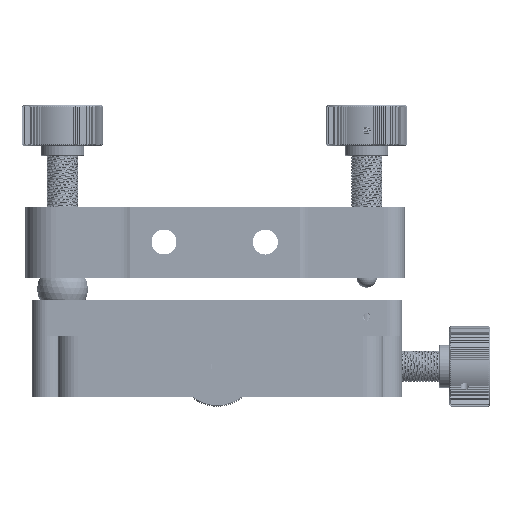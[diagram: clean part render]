
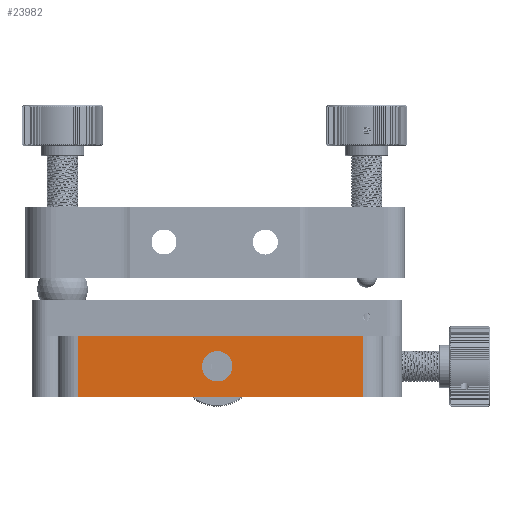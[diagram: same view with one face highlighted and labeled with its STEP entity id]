
A CAD part, front view. The second image highlights one B-rep face of the part: STEP entity #23982.
In plain terms, the highlighted face is planar.
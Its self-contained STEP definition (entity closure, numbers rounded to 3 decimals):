
#890=FACE_BOUND('',#7831,.T.);
#1047=PLANE('',#25866);
#1904=LINE('',#34597,#3974);
#1982=LINE('',#35245,#4052);
#1983=LINE('',#35248,#4053);
#1984=LINE('',#35249,#4054);
#3974=VECTOR('',#28502,10.);
#4052=VECTOR('',#28892,10.);
#4053=VECTOR('',#28895,10.);
#4054=VECTOR('',#28896,10.);
#6490=FACE_OUTER_BOUND('',#7830,.T.);
#7830=EDGE_LOOP('',(#17866,#17867,#17868,#17869));
#7831=EDGE_LOOP('',(#17870,#17871));
#9190=CIRCLE('',#25795,3.);
#9191=CIRCLE('',#25796,3.);
#10602=VERTEX_POINT('',#34594);
#10603=VERTEX_POINT('',#34596);
#10681=VERTEX_POINT('',#34947);
#10682=VERTEX_POINT('',#34948);
#10742=VERTEX_POINT('',#35243);
#10743=VERTEX_POINT('',#35247);
#13263=EDGE_CURVE('',#10603,#10602,#1904,.T.);
#13362=EDGE_CURVE('',#10681,#10682,#9190,.T.);
#13363=EDGE_CURVE('',#10682,#10681,#9191,.T.);
#13460=EDGE_CURVE('',#10602,#10742,#1982,.T.);
#13461=EDGE_CURVE('',#10742,#10743,#1983,.T.);
#13462=EDGE_CURVE('',#10603,#10743,#1984,.T.);
#17866=ORIENTED_EDGE('',*,*,#13461,.T.);
#17867=ORIENTED_EDGE('',*,*,#13462,.F.);
#17868=ORIENTED_EDGE('',*,*,#13263,.T.);
#17869=ORIENTED_EDGE('',*,*,#13460,.T.);
#17870=ORIENTED_EDGE('',*,*,#13362,.T.);
#17871=ORIENTED_EDGE('',*,*,#13363,.T.);
#23982=ADVANCED_FACE('',(#6490,#890),#1047,.T.);
#25795=AXIS2_PLACEMENT_3D('',#34949,#28700,#28701);
#25796=AXIS2_PLACEMENT_3D('',#34950,#28702,#28703);
#25866=AXIS2_PLACEMENT_3D('',#35246,#28893,#28894);
#28502=DIRECTION('',(0.,1.,0.));
#28700=DIRECTION('center_axis',(-1.,0.,0.));
#28701=DIRECTION('ref_axis',(0.,1.,0.));
#28702=DIRECTION('center_axis',(-1.,0.,0.));
#28703=DIRECTION('ref_axis',(0.,1.,0.));
#28892=DIRECTION('',(0.,0.,1.));
#28893=DIRECTION('center_axis',(1.,0.,0.));
#28894=DIRECTION('ref_axis',(0.,0.,-1.));
#28895=DIRECTION('',(0.,-1.,0.));
#28896=DIRECTION('',(0.,0.,1.));
#34594=CARTESIAN_POINT('',(21.277,24.139,0.));
#34596=CARTESIAN_POINT('',(21.277,-32.119,0.));
#34597=CARTESIAN_POINT('',(21.277,-32.119,0.));
#34947=CARTESIAN_POINT('',(21.277,-1.624,6.));
#34948=CARTESIAN_POINT('',(21.277,-7.624,6.));
#34949=CARTESIAN_POINT('Origin',(21.277,-4.624,6.));
#34950=CARTESIAN_POINT('Origin',(21.277,-4.624,6.));
#35243=CARTESIAN_POINT('',(21.277,24.139,12.));
#35245=CARTESIAN_POINT('',(21.277,24.139,0.));
#35246=CARTESIAN_POINT('Origin',(21.277,24.139,0.));
#35247=CARTESIAN_POINT('',(21.277,-32.119,12.));
#35248=CARTESIAN_POINT('',(21.277,-32.119,12.));
#35249=CARTESIAN_POINT('',(21.277,-32.119,0.));
